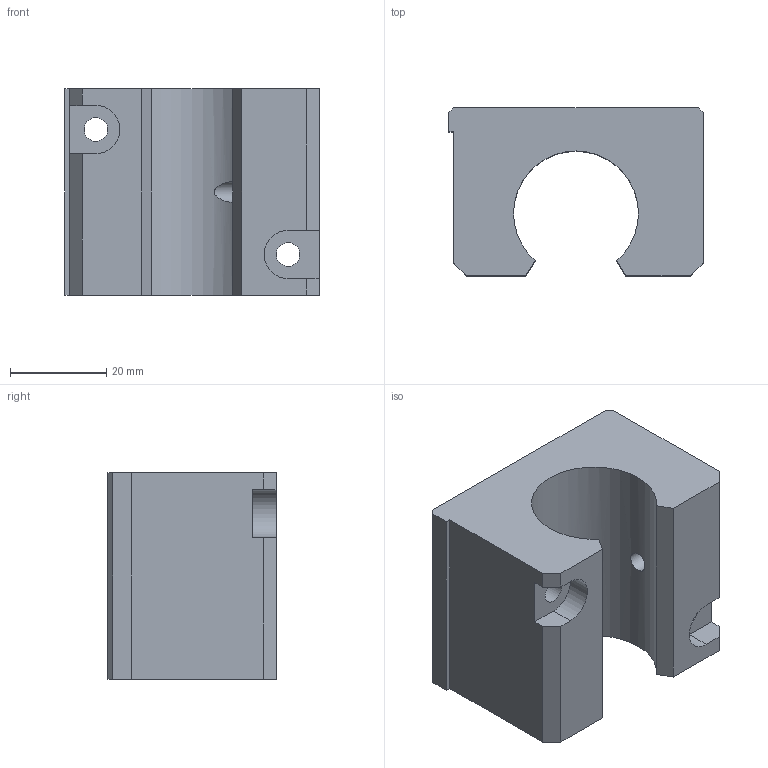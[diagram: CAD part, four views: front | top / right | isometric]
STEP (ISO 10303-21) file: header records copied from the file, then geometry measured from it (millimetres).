
FILE_DESCRIPTION( ( 'STEP AP214' ), '1' );
FILE_NAME( 'AG-OP-16_2_14a.stp', ' ', ( ' ' ), ( ' ' ), 'PSStep 15.0.47', 'PARTsolutions', ' ' );
FILE_SCHEMA( ( 'AUTOMOTIVE_DESIGN { 1 0 10303 214 1 1 1 1 }' ) );
Length unit declared in the file: millimetre
Products named in the file (1): HI_AG-OP-16
Bounding box: 53 x 35 x 43 mm (x, y, z)
Volume: 51288.4 mm3; surface area: 13605.4 mm2
Topology: 1 solids, 1 shells, 38 faces, 98 edges, 64 vertices
Faces by surface type: plane 25, cylinder 9, cone 4
Full cylindrical faces by diameter (mm): 4.134 x1, 4.3 x1, 4.917 x2, 6.647 x1, 8 x1
Entity records: 1546 total; most frequent: CARTESIAN_POINT 305, DIRECTION 184, ORIENTED_EDGE 176, EDGE_CURVE 88, LINE 66, VECTOR 66, VERTEX_POINT 64, AXIS2_PLACEMENT_3D 59
